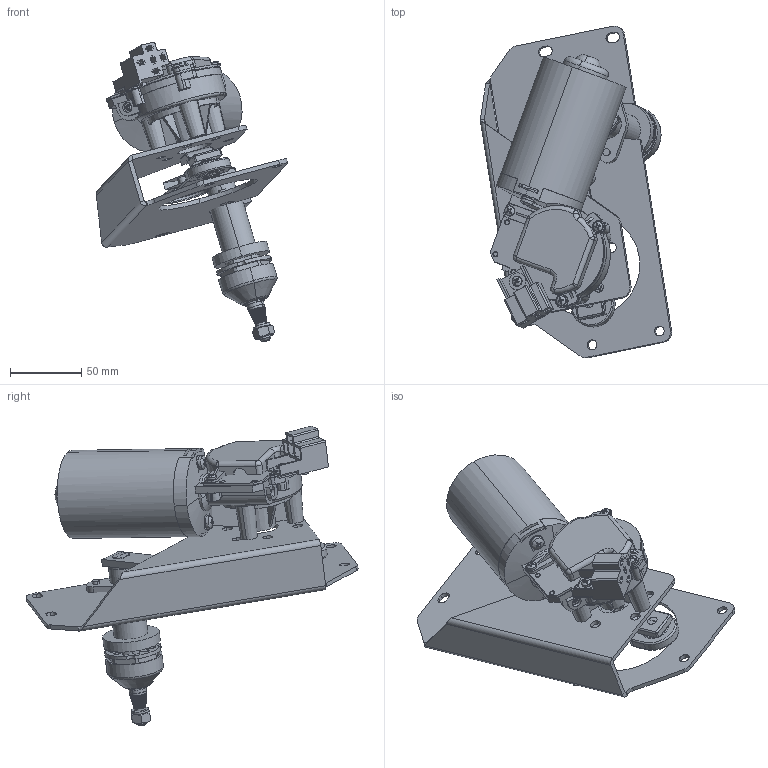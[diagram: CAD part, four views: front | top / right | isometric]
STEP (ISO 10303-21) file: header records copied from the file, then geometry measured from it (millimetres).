
FILE_DESCRIPTION (( 'STEP AP214' ), '1' );
FILE_NAME ('Ñáîðêà1.STEP', '2024-11-21T11:52:18', ( '' ), ( '' ), 'SwSTEP 2.0', 'SolidWorks 2019', '' );
FILE_SCHEMA (( 'AUTOMOTIVE_DESIGN' ));
Length unit declared in the file: millimetre
Products named in the file (3): mr-05_2; ﾑﾀﾐﾁ.745312.207 ﾎ魵瑙韃; 栖闉罻1
Assembly tree (2 placements, depth 2):
  栖闉罻1
    mr-05_2
    ﾑﾀﾐﾁ.745312.207 ﾎ魵瑙韃
Bounding box: 134.66 x 233.58 x 210.83 mm (x, y, z)
Volume: 92067 mm3; surface area: 182895.8 mm2
Topology: 1 solids, 56 shells, 982 faces, 3450 edges, 2390 vertices
Faces by surface type: plane 493, cylinder 320, cone 60, torus 52, bspline 39, sphere 18
Entity records: 47770 total; most frequent: CARTESIAN_POINT 8786, DIRECTION 6361, ORIENTED_EDGE 5454, EDGE_CURVE 3439, VERTEX_POINT 2387, AXIS2_PLACEMENT_3D 2311, VECTOR 1739, LINE 1739
